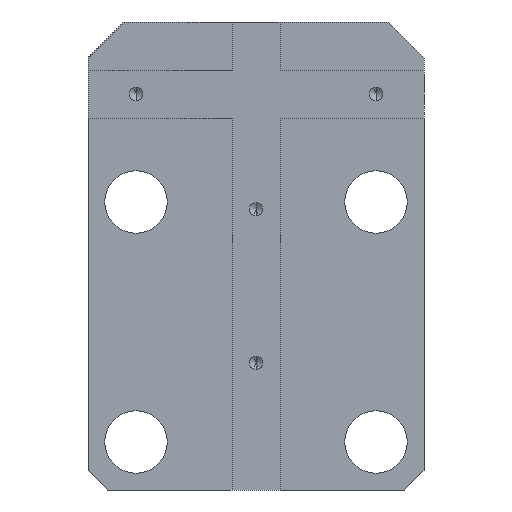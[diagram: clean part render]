
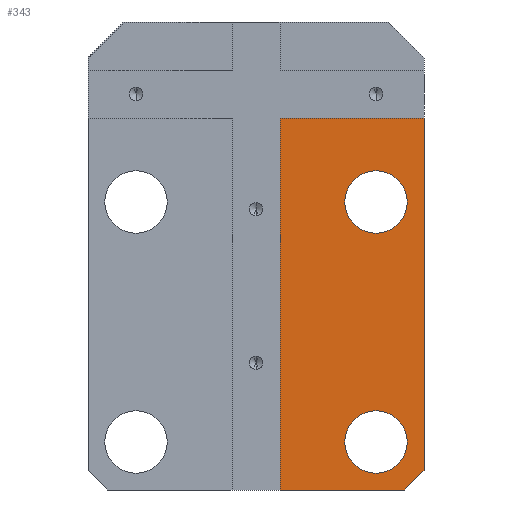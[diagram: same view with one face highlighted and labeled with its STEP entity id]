
A CAD part, front view. The second image highlights one B-rep face of the part: STEP entity #343.
In plain terms, the highlighted planar face has unit normal (0, -1, 0).
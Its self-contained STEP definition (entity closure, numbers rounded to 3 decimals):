
#343=ADVANCED_FACE('',(#704,#705,#706),#707,.F.);
#704=FACE_BOUND('',#1078,.T.);
#705=FACE_BOUND('',#1079,.T.);
#706=FACE_OUTER_BOUND('',#1080,.T.);
#707=PLANE('',#1081);
#1078=EDGE_LOOP('',(#1959,#1960));
#1079=EDGE_LOOP('',(#1961,#1962));
#1080=EDGE_LOOP('',(#1963,#1964,#1965,#1966,#1967));
#1081=AXIS2_PLACEMENT_3D('',#1968,#1969,#1970);
#1959=ORIENTED_EDGE('',*,*,#2335,.T.);
#1960=ORIENTED_EDGE('',*,*,#2131,.T.);
#1961=ORIENTED_EDGE('',*,*,#2341,.T.);
#1962=ORIENTED_EDGE('',*,*,#2121,.T.);
#1963=ORIENTED_EDGE('',*,*,#2435,.T.);
#1964=ORIENTED_EDGE('',*,*,#2460,.T.);
#1965=ORIENTED_EDGE('',*,*,#2461,.T.);
#1966=ORIENTED_EDGE('',*,*,#2462,.F.);
#1967=ORIENTED_EDGE('',*,*,#2463,.T.);
#1968=CARTESIAN_POINT('',(0.,0.0,97.5));
#1969=DIRECTION('',(0.0,1.0,0.0));
#1970=DIRECTION('',(-1.0,0.0,0.));
#2121=EDGE_CURVE('',#2499,#2503,#2505,.T.);
#2131=EDGE_CURVE('',#2517,#2521,#2523,.T.);
#2335=EDGE_CURVE('',#2521,#2517,#2809,.T.);
#2341=EDGE_CURVE('',#2503,#2499,#2815,.T.);
#2435=EDGE_CURVE('',#2955,#2952,#2956,.T.);
#2460=EDGE_CURVE('',#2952,#2993,#2994,.T.);
#2461=EDGE_CURVE('',#2993,#2995,#2996,.T.);
#2462=EDGE_CURVE('',#2997,#2995,#2998,.T.);
#2463=EDGE_CURVE('',#2997,#2955,#2999,.T.);
#2499=VERTEX_POINT('',#3043);
#2503=VERTEX_POINT('',#3048);
#2505=CIRCLE('',#3051,13.0);
#2517=VERTEX_POINT('',#3065);
#2521=VERTEX_POINT('',#3070);
#2523=CIRCLE('',#3073,13.0);
#2809=CIRCLE('',#3419,13.0);
#2815=CIRCLE('',#3425,13.0);
#2952=VERTEX_POINT('',#3620);
#2955=VERTEX_POINT('',#3624);
#2956=LINE('',#3625,#3626);
#2993=VERTEX_POINT('',#3681);
#2994=LINE('',#3682,#3683);
#2995=VERTEX_POINT('',#3684);
#2996=LINE('',#3685,#3686);
#2997=VERTEX_POINT('',#3687);
#2998=LINE('',#3688,#3689);
#2999=LINE('',#3690,#3691);
#3043=CARTESIAN_POINT('',(50.0,0.0,33.0));
#3048=CARTESIAN_POINT('',(50.0,0.0,7.0));
#3051=AXIS2_PLACEMENT_3D('',#3759,#3760,#3761);
#3065=CARTESIAN_POINT('',(50.0,0.0,133.0));
#3070=CARTESIAN_POINT('',(50.0,0.0,107.0));
#3073=AXIS2_PLACEMENT_3D('',#3775,#3776,#3777);
#3419=AXIS2_PLACEMENT_3D('',#4066,#4067,#4068);
#3425=AXIS2_PLACEMENT_3D('',#4078,#4079,#4080);
#3620=CARTESIAN_POINT('',(10.0,0.0,0.));
#3624=CARTESIAN_POINT('',(10.0,0.0,155.0));
#3625=CARTESIAN_POINT('',(10.0,0.0,97.5));
#3626=VECTOR('',#4167,1.0);
#3681=CARTESIAN_POINT('',(62.0,0.0,0.));
#3682=CARTESIAN_POINT('',(0.0,0.0,0.0));
#3683=VECTOR('',#4186,1.0);
#3684=CARTESIAN_POINT('',(70.0,0.0,8.0));
#3685=CARTESIAN_POINT('',(72.875,0.0,10.875));
#3686=VECTOR('',#4187,1.0);
#3687=CARTESIAN_POINT('',(70.0,0.0,155.0));
#3688=CARTESIAN_POINT('',(70.0,0.0,97.5));
#3689=VECTOR('',#4188,1.0);
#3690=CARTESIAN_POINT('',(0.,0.0,155.0));
#3691=VECTOR('',#4189,1.0);
#3759=CARTESIAN_POINT('',(50.0,0.0,20.0));
#3760=DIRECTION('',(-0.0,1.0,0.0));
#3761=DIRECTION('',(0.,0.0,1.0));
#3775=CARTESIAN_POINT('',(50.0,0.0,120.0));
#3776=DIRECTION('',(-0.0,1.0,0.0));
#3777=DIRECTION('',(0.,0.0,1.0));
#4066=CARTESIAN_POINT('',(50.0,0.0,120.0));
#4067=DIRECTION('',(-0.0,1.0,0.0));
#4068=DIRECTION('',(0.,0.0,1.0));
#4078=CARTESIAN_POINT('',(50.0,0.0,20.0));
#4079=DIRECTION('',(-0.0,1.0,0.0));
#4080=DIRECTION('',(0.,0.0,1.0));
#4167=DIRECTION('',(0.,0.0,-1.0));
#4186=DIRECTION('',(1.0,0.0,0.));
#4187=DIRECTION('',(0.707,0.0,0.707));
#4188=DIRECTION('',(0.,0.0,-1.0));
#4189=DIRECTION('',(-1.0,0.0,0.));
